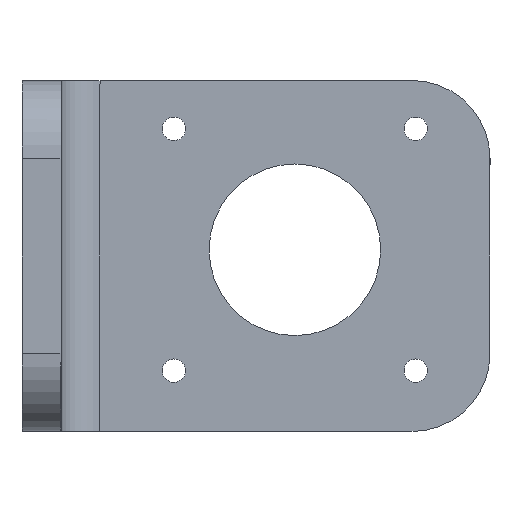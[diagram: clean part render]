
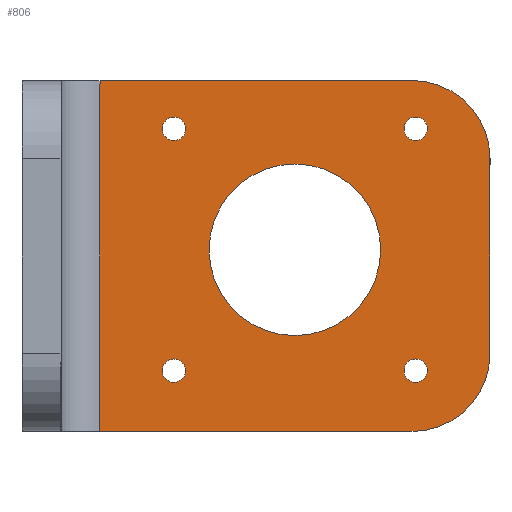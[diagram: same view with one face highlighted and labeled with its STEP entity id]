
A CAD part, left-side view. The second image highlights one B-rep face of the part: STEP entity #806.
In plain terms, the highlighted planar face has unit normal (-1, 0, 0).
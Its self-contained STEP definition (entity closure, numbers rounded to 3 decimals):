
#15=FACE_BOUND('',#181,.T.);
#16=FACE_BOUND('',#182,.T.);
#17=FACE_BOUND('',#183,.T.);
#18=FACE_BOUND('',#184,.T.);
#19=FACE_BOUND('',#185,.T.);
#61=CIRCLE('',#872,1.5);
#63=CIRCLE('',#875,11.);
#65=CIRCLE('',#878,1.5);
#67=CIRCLE('',#881,1.5);
#69=CIRCLE('',#884,1.5);
#72=CIRCLE('',#888,10.);
#73=CIRCLE('',#891,10.);
#138=FACE_OUTER_BOUND('',#180,.T.);
#180=EDGE_LOOP('',(#627,#628,#629,#630,#631,#632));
#181=EDGE_LOOP('',(#633));
#182=EDGE_LOOP('',(#634));
#183=EDGE_LOOP('',(#635));
#184=EDGE_LOOP('',(#636));
#185=EDGE_LOOP('',(#637));
#264=LINE('',#1303,#328);
#267=LINE('',#1309,#331);
#268=LINE('',#1311,#332);
#269=LINE('',#1313,#333);
#328=VECTOR('',#1064,10.);
#331=VECTOR('',#1069,7.2);
#332=VECTOR('',#1070,10.);
#333=VECTOR('',#1071,7.2);
#387=VERTEX_POINT('',#1263);
#389=VERTEX_POINT('',#1269);
#391=VERTEX_POINT('',#1275);
#393=VERTEX_POINT('',#1281);
#395=VERTEX_POINT('',#1287);
#399=VERTEX_POINT('',#1296);
#400=VERTEX_POINT('',#1298);
#401=VERTEX_POINT('',#1302);
#403=VERTEX_POINT('',#1308);
#404=VERTEX_POINT('',#1310);
#405=VERTEX_POINT('',#1312);
#473=EDGE_CURVE('',#387,#387,#61,.T.);
#476=EDGE_CURVE('',#389,#389,#63,.T.);
#479=EDGE_CURVE('',#391,#391,#65,.T.);
#482=EDGE_CURVE('',#393,#393,#67,.T.);
#485=EDGE_CURVE('',#395,#395,#69,.T.);
#490=EDGE_CURVE('',#399,#400,#72,.T.);
#492=EDGE_CURVE('',#401,#400,#264,.T.);
#495=EDGE_CURVE('',#399,#403,#267,.T.);
#496=EDGE_CURVE('',#403,#404,#268,.T.);
#497=EDGE_CURVE('',#405,#404,#269,.T.);
#498=EDGE_CURVE('',#401,#405,#73,.T.);
#627=ORIENTED_EDGE('',*,*,#490,.F.);
#628=ORIENTED_EDGE('',*,*,#495,.T.);
#629=ORIENTED_EDGE('',*,*,#496,.T.);
#630=ORIENTED_EDGE('',*,*,#497,.F.);
#631=ORIENTED_EDGE('',*,*,#498,.F.);
#632=ORIENTED_EDGE('',*,*,#492,.T.);
#633=ORIENTED_EDGE('',*,*,#473,.T.);
#634=ORIENTED_EDGE('',*,*,#476,.T.);
#635=ORIENTED_EDGE('',*,*,#479,.T.);
#636=ORIENTED_EDGE('',*,*,#482,.T.);
#637=ORIENTED_EDGE('',*,*,#485,.T.);
#774=PLANE('',#890);
#806=ADVANCED_FACE('',(#138,#15,#16,#17,#18,#19),#774,.F.);
#872=AXIS2_PLACEMENT_3D('',#1264,#1021,#1022);
#875=AXIS2_PLACEMENT_3D('',#1270,#1028,#1029);
#878=AXIS2_PLACEMENT_3D('',#1276,#1035,#1036);
#881=AXIS2_PLACEMENT_3D('',#1282,#1042,#1043);
#884=AXIS2_PLACEMENT_3D('',#1288,#1049,#1050);
#888=AXIS2_PLACEMENT_3D('',#1299,#1059,#1060);
#890=AXIS2_PLACEMENT_3D('',#1307,#1067,#1068);
#891=AXIS2_PLACEMENT_3D('',#1314,#1072,#1073);
#1021=DIRECTION('center_axis',(1.,0.,0.));
#1022=DIRECTION('ref_axis',(0.,-1.,0.));
#1028=DIRECTION('center_axis',(1.,0.,0.));
#1029=DIRECTION('ref_axis',(0.,-1.,0.));
#1035=DIRECTION('center_axis',(1.,0.,0.));
#1036=DIRECTION('ref_axis',(0.,-1.,0.));
#1042=DIRECTION('center_axis',(1.,0.,0.));
#1043=DIRECTION('ref_axis',(0.,-1.,0.));
#1049=DIRECTION('center_axis',(1.,0.,0.));
#1050=DIRECTION('ref_axis',(0.,-1.,0.));
#1059=DIRECTION('center_axis',(1.,0.,0.));
#1060=DIRECTION('ref_axis',(0.,-0.707,0.707));
#1064=DIRECTION('',(0.,0.,1.));
#1067=DIRECTION('center_axis',(1.,0.,0.));
#1068=DIRECTION('ref_axis',(0.,0.,
1.));
#1069=DIRECTION('',(0.,1.,0.));
#1070=DIRECTION('',(0.,0.,-1.));
#1071=DIRECTION('',(0.,1.,0.));
#1072=DIRECTION('center_axis',(1.,0.,0.));
#1073=DIRECTION('ref_axis',(0.,-0.707,-0.707));
#1263=CARTESIAN_POINT('',(250.114,-77.091,90.896));
#1264=CARTESIAN_POINT('Origin',(250.114,-78.591,90.896));
#1269=CARTESIAN_POINT('',(250.114,-52.091,75.396));
#1270=CARTESIAN_POINT('Origin',(250.114,-63.091,75.396));
#1275=CARTESIAN_POINT('',(250.114,-77.091,59.896));
#1276=CARTESIAN_POINT('Origin',(250.114,-78.591,59.896));
#1281=CARTESIAN_POINT('',(250.114,-46.091,59.896));
#1282=CARTESIAN_POINT('Origin',(250.114,-47.591,59.896));
#1287=CARTESIAN_POINT('',(250.114,-46.091,90.896));
#1288=CARTESIAN_POINT('Origin',(250.114,-47.591,90.896));
#1296=CARTESIAN_POINT('',(250.114,-78.108,97.101));
#1298=CARTESIAN_POINT('',(250.114,-88.108,87.101));
#1299=CARTESIAN_POINT('Origin',(250.114,-78.108,87.101));
#1302=CARTESIAN_POINT('',(250.114,-88.108,62.101));
#1303=CARTESIAN_POINT('',(250.114,-88.108,52.101));
#1307=CARTESIAN_POINT('Origin',(250.114,-57.453,74.601));
#1308=CARTESIAN_POINT('',(250.114,-38.108,97.101));
#1309=CARTESIAN_POINT('',(250.114,-15.489,97.101));
#1310=CARTESIAN_POINT('',(250.114,-38.108,52.101));
#1311=CARTESIAN_POINT('',(250.114,-38.108,74.601));
#1312=CARTESIAN_POINT('',(250.114,-78.108,52.101));
#1313=CARTESIAN_POINT('',(250.114,-15.489,52.101));
#1314=CARTESIAN_POINT('Origin',(250.114,-78.108,62.101));
